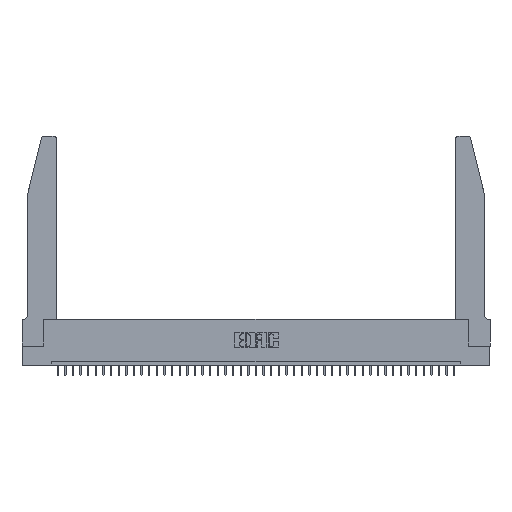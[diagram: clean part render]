
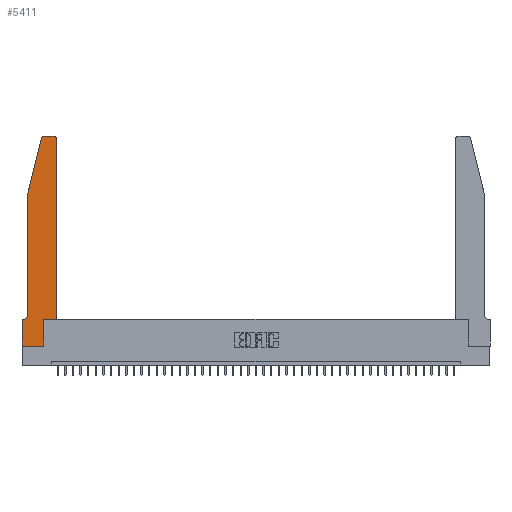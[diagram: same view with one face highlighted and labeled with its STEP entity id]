
A CAD part, top view. The second image highlights one B-rep face of the part: STEP entity #5411.
In plain terms, the highlighted planar face has unit normal (0, 0, 1).
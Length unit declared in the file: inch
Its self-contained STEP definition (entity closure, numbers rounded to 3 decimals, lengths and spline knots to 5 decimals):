
#83 = LINE ( 'NONE', #6397, #34112 ) ;
#855 = CARTESIAN_POINT ( 'NONE',  ( 0., 0., 0.37 ) ) ;
#1102 = CARTESIAN_POINT ( 'NONE',  ( 0.4205, 2.75, 0.37 ) ) ;
#1793 = DIRECTION ( 'NONE',  ( 1., 0., 0. ) ) ;
#2001 = CARTESIAN_POINT ( 'NONE',  ( 0., 0.35, 0.37 ) ) ;
#2503 = ORIENTED_EDGE ( 'NONE', *, *, #34206, .T. ) ;
#2544 = DIRECTION ( 'NONE',  ( 1., 0., 0. ) ) ;
#3170 = CARTESIAN_POINT ( 'NONE',  ( 0., 0., 0.37 ) ) ;
#3396 = LINE ( 'NONE', #32911, #3599 ) ;
#3599 = VECTOR ( 'NONE', #6011, 39.37008 ) ;
#4198 = ORIENTED_EDGE ( 'NONE', *, *, #36575, .T. ) ;
#5017 = LINE ( 'NONE', #31471, #6451 ) ;
#5075 = ORIENTED_EDGE ( 'NONE', *, *, #17118, .T. ) ;
#5411 = ADVANCED_FACE ( 'NONE', ( #24760 ), #25613, .T. ) ;
#5590 = LINE ( 'NONE', #19162, #20892 ) ;
#6011 = DIRECTION ( 'NONE',  ( 0., 1., 0. ) ) ;
#6238 = CARTESIAN_POINT ( 'NONE',  ( 0.284, 2.72, 0.37 ) ) ;
#6397 = CARTESIAN_POINT ( 'NONE',  ( 0.0755, 2., 0.37 ) ) ;
#6451 = VECTOR ( 'NONE', #31891, 39.37008 ) ;
#6849 = AXIS2_PLACEMENT_3D ( 'NONE', #43140, #36104, #35904 ) ;
#7636 = LINE ( 'NONE', #26688, #9519 ) ;
#7734 = EDGE_CURVE ( 'NONE', #40081, #26028, #34950, .T. ) ;
#8082 = LINE ( 'NONE', #21437, #8290 ) ;
#8290 = VECTOR ( 'NONE', #34790, 39.37008 ) ;
#9346 = CARTESIAN_POINT ( 'NONE',  ( 0.2865, 0., 0.37 ) ) ;
#9379 = AXIS2_PLACEMENT_3D ( 'NONE', #12256, #32603, #17037 ) ;
#9519 = VECTOR ( 'NONE', #40061, 39.37008 ) ;
#9692 = DIRECTION ( 'NONE',  ( 0., 0., 1. ) ) ;
#9923 = ORIENTED_EDGE ( 'NONE', *, *, #40562, .T. ) ;
#9963 = CARTESIAN_POINT ( 'NONE',  ( 0.0755, 2., 0.37 ) ) ;
#11201 = ORIENTED_EDGE ( 'NONE', *, *, #36126, .T. ) ;
#11287 = ORIENTED_EDGE ( 'NONE', *, *, #21477, .T. ) ;
#12256 = CARTESIAN_POINT ( 'NONE',  ( 0.4205, 2.72, 0.37 ) ) ;
#12773 = LINE ( 'NONE', #3170, #43029 ) ;
#13558 = CARTESIAN_POINT ( 'NONE',  ( 0.25487, 2.72718, 0.37 ) ) ;
#13776 = VERTEX_POINT ( 'NONE', #39151 ) ;
#14037 = VERTEX_POINT ( 'NONE', #855 ) ;
#15039 = EDGE_CURVE ( 'NONE', #35374, #34330, #43013, .T. ) ;
#15387 = ORIENTED_EDGE ( 'NONE', *, *, #35276, .T. ) ;
#16508 = DIRECTION ( 'NONE',  ( 0., -1., 0. ) ) ;
#16676 = VERTEX_POINT ( 'NONE', #9346 ) ;
#17037 = DIRECTION ( 'NONE',  ( 1., 0., 0. ) ) ;
#17118 = EDGE_CURVE ( 'NONE', #37615, #13776, #33208, .T. ) ;
#17201 = CARTESIAN_POINT ( 'NONE',  ( 0.2865, 0.35, 0.37 ) ) ;
#17243 = DIRECTION ( 'NONE',  ( 0., -1., 0. ) ) ;
#18123 = VERTEX_POINT ( 'NONE', #25150 ) ;
#18427 = EDGE_LOOP ( 'NONE', ( #11287, #20006, #4198, #5075, #15387, #39330, #29664, #2503, #9923, #11201, #20653, #26360 ) ) ;
#18677 = VERTEX_POINT ( 'NONE', #17201 ) ;
#19162 = CARTESIAN_POINT ( 'NONE',  ( 0.4505, 0.35, 0.37 ) ) ;
#19494 = CARTESIAN_POINT ( 'NONE',  ( 0.2605, 2.75, 0.37 ) ) ;
#20006 = ORIENTED_EDGE ( 'NONE', *, *, #7734, .T. ) ;
#20380 = EDGE_CURVE ( 'NONE', #18123, #14037, #12773, .T. ) ;
#20420 = DIRECTION ( 'NONE',  ( -0.239, -0.971, 0. ) ) ;
#20653 = ORIENTED_EDGE ( 'NONE', *, *, #30203, .T. ) ;
#20892 = VECTOR ( 'NONE', #2544, 39.37008 ) ;
#21437 = CARTESIAN_POINT ( 'NONE',  ( 0.0755, 0.35, 0.37 ) ) ;
#21477 = EDGE_CURVE ( 'NONE', #34330, #40081, #36111, .T. ) ;
#22560 = VERTEX_POINT ( 'NONE', #25033 ) ;
#23624 = CARTESIAN_POINT ( 'NONE',  ( 0.4505, 2.72, 0.37 ) ) ;
#24760 = FACE_OUTER_BOUND ( 'NONE', #18427, .T. ) ;
#24892 = CARTESIAN_POINT ( 'NONE',  ( 0.0755, 2., 0.37 ) ) ;
#25033 = CARTESIAN_POINT ( 'NONE',  ( 0.4505, 0.35, 0.37 ) ) ;
#25150 = CARTESIAN_POINT ( 'NONE',  ( 0., 0.35, 0.37 ) ) ;
#25613 = PLANE ( 'NONE',  #41872 ) ;
#26028 = VERTEX_POINT ( 'NONE', #13558 ) ;
#26312 = VECTOR ( 'NONE', #32829, 39.37008 ) ;
#26360 = ORIENTED_EDGE ( 'NONE', *, *, #15039, .T. ) ;
#26688 = CARTESIAN_POINT ( 'NONE',  ( 0., 0., 0.37 ) ) ;
#27004 = VECTOR ( 'NONE', #17243, 39.37008 ) ;
#28394 = CARTESIAN_POINT ( 'NONE',  ( 0.284, 2.75, 0.37 ) ) ;
#28492 = CIRCLE ( 'NONE', #6849, 0.07 ) ;
#29664 = ORIENTED_EDGE ( 'NONE', *, *, #20380, .T. ) ;
#30203 = EDGE_CURVE ( 'NONE', #22560, #35374, #5017, .T. ) ;
#31424 = CARTESIAN_POINT ( 'NONE',  ( 0.0055, 0.35, 0.37 ) ) ;
#31471 = CARTESIAN_POINT ( 'NONE',  ( 0.4505, 0.35, 0.37 ) ) ;
#31891 = DIRECTION ( 'NONE',  ( 0., 1., 0. ) ) ;
#32603 = DIRECTION ( 'NONE',  ( 0., 0., 1. ) ) ;
#32829 = DIRECTION ( 'NONE',  ( -1., 0., 0. ) ) ;
#32911 = CARTESIAN_POINT ( 'NONE',  ( 0.2865, 0.35, 0.37 ) ) ;
#33208 = LINE ( 'NONE', #9963, #27004 ) ;
#34031 = DIRECTION ( 'NONE',  ( 1., 0., 0. ) ) ;
#34112 = VECTOR ( 'NONE', #20420, 39.37008 ) ;
#34206 = EDGE_CURVE ( 'NONE', #14037, #16676, #7636, .T. ) ;
#34330 = VERTEX_POINT ( 'NONE', #1102 ) ;
#34790 = DIRECTION ( 'NONE',  ( -1., 0., 0. ) ) ;
#34950 = CIRCLE ( 'NONE', #40583, 0.03 ) ;
#35276 = EDGE_CURVE ( 'NONE', #13776, #35958, #28492, .T. ) ;
#35374 = VERTEX_POINT ( 'NONE', #23624 ) ;
#35904 = DIRECTION ( 'NONE',  ( -1., 0., 0. ) ) ;
#35958 = VERTEX_POINT ( 'NONE', #31424 ) ;
#36104 = DIRECTION ( 'NONE',  ( 0., 0., -1. ) ) ;
#36111 = LINE ( 'NONE', #19494, #26312 ) ;
#36126 = EDGE_CURVE ( 'NONE', #18677, #22560, #5590, .T. ) ;
#36575 = EDGE_CURVE ( 'NONE', #26028, #37615, #83, .T. ) ;
#37615 = VERTEX_POINT ( 'NONE', #24892 ) ;
#38310 = EDGE_CURVE ( 'NONE', #35958, #18123, #8082, .T. ) ;
#39151 = CARTESIAN_POINT ( 'NONE',  ( 0.0755, 0.42, 0.37 ) ) ;
#39330 = ORIENTED_EDGE ( 'NONE', *, *, #38310, .T. ) ;
#40061 = DIRECTION ( 'NONE',  ( 1., 0., 0. ) ) ;
#40081 = VERTEX_POINT ( 'NONE', #28394 ) ;
#40562 = EDGE_CURVE ( 'NONE', #16676, #18677, #3396, .T. ) ;
#40583 = AXIS2_PLACEMENT_3D ( 'NONE', #6238, #9692, #34031 ) ;
#41872 = AXIS2_PLACEMENT_3D ( 'NONE', #2001, #42264, #1793 ) ;
#42264 = DIRECTION ( 'NONE',  ( 0., 0., 1. ) ) ;
#43013 = CIRCLE ( 'NONE', #9379, 0.03 ) ;
#43029 = VECTOR ( 'NONE', #16508, 39.37008 ) ;
#43140 = CARTESIAN_POINT ( 'NONE',  ( 0.0055, 0.42, 0.37 ) ) ;
